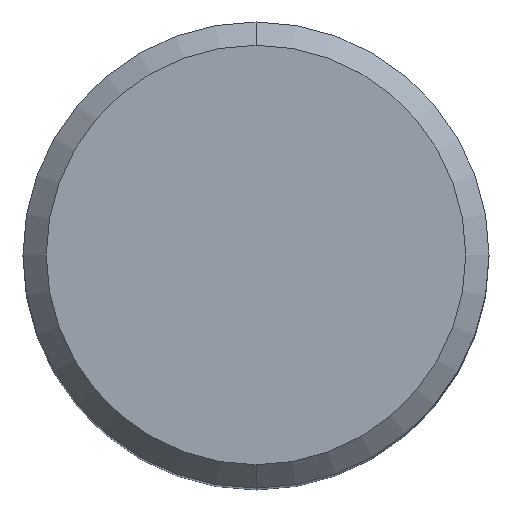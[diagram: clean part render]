
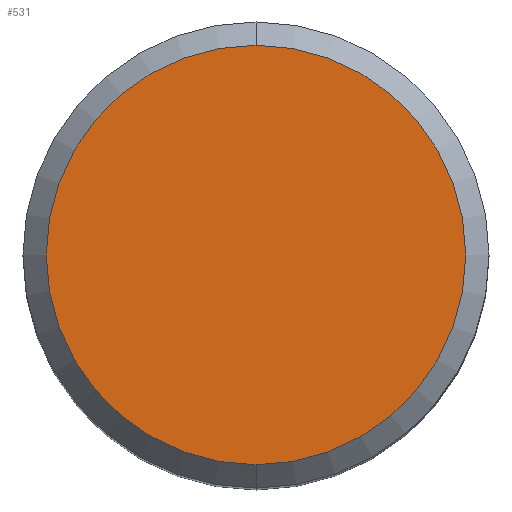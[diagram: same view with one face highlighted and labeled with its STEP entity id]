
A CAD part, top view. The second image highlights one B-rep face of the part: STEP entity #531.
In plain terms, the highlighted planar face has unit normal (0, 0, 1).
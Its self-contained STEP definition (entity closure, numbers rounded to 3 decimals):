
#329=VERTEX_POINT('',#940);
#501=EDGE_CURVE('',#891,#329,#1128,.T.);
#531=ADVANCED_FACE('',(#1158),#1159,.T.);
#569=EDGE_CURVE('',#329,#891,#1200,.T.);
#891=VERTEX_POINT('',#1556);
#940=CARTESIAN_POINT('',(0.,-9.0,0.));
#1128=CIRCLE('',#2388,9.0);
#1158=FACE_OUTER_BOUND('',#2491,.T.);
#1159=PLANE('',#2492);
#1200=CIRCLE('',#4061,9.0);
#1556=CARTESIAN_POINT('',(0.0,9.0,0.));
#2388=AXIS2_PLACEMENT_3D('',#10470,#10471,#10472);
#2491=EDGE_LOOP('',(#10487,#10488));
#2492=AXIS2_PLACEMENT_3D('',#10489,#10490,#10491);
#4061=AXIS2_PLACEMENT_3D('',#10527,#10528,#10529);
#10470=CARTESIAN_POINT('',(0.0,0.0,0.));
#10471=DIRECTION('',(0.0,0.0,-1.0));
#10472=DIRECTION('',(0.0,1.0,0.0));
#10487=ORIENTED_EDGE('',*,*,#501,.F.);
#10488=ORIENTED_EDGE('',*,*,#569,.F.);
#10489=CARTESIAN_POINT('',(0.0,4.5,0.));
#10490=DIRECTION('',(-0.0,0.0,1.0));
#10491=DIRECTION('',(0.0,-1.0,0.0));
#10527=CARTESIAN_POINT('',(0.0,0.0,0.));
#10528=DIRECTION('',(0.0,0.0,-1.0));
#10529=DIRECTION('',(0.0,1.0,0.0));
